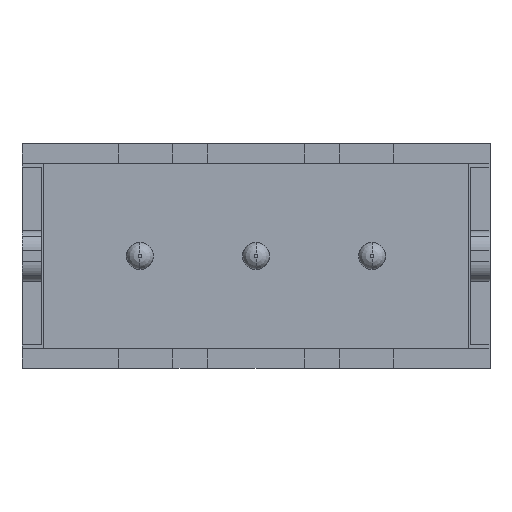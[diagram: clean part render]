
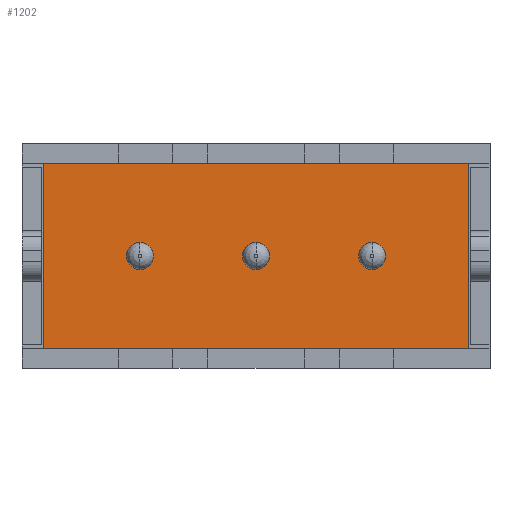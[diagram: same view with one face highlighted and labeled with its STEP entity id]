
A CAD part, front view. The second image highlights one B-rep face of the part: STEP entity #1202.
In plain terms, the highlighted planar face has unit normal (0, -1, 0).
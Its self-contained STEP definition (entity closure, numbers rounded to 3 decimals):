
#124 = ORIENTED_EDGE ( 'NONE', *, *, #2636, .T. ) ;
#192 = CARTESIAN_POINT ( 'NONE',  ( -9.45, 3., -0.5 ) ) ;
#205 = DIRECTION ( 'NONE',  ( 0., 0., 1. ) ) ;
#235 = EDGE_LOOP ( 'NONE', ( #124, #2403, #1135, #554 ) ) ;
#240 = DIRECTION ( 'NONE',  ( 1., 0., 0. ) ) ;
#245 = CARTESIAN_POINT ( 'NONE',  ( -9.45, 3., -2.9 ) ) ;
#425 = LINE ( 'NONE', #2646, #3140 ) ;
#554 = ORIENTED_EDGE ( 'NONE', *, *, #1823, .T. ) ;
#585 = CARTESIAN_POINT ( 'NONE',  ( -3.95, 3., -2.9 ) ) ;
#586 = CARTESIAN_POINT ( 'NONE',  ( -3.95, 3., -5.3 ) ) ;
#756 = CARTESIAN_POINT ( 'NONE',  ( 1.55, 3., -5.3 ) ) ;
#900 = VERTEX_POINT ( 'NONE', #756 ) ;
#1078 = DIRECTION ( 'NONE',  ( 0., 1., 0. ) ) ;
#1112 = FACE_OUTER_BOUND ( 'NONE', #235, .T. ) ;
#1135 = ORIENTED_EDGE ( 'NONE', *, *, #2350, .T. ) ;
#1202 = ADVANCED_FACE ( 'NONE', ( #1112 ), #1651, .F. ) ;
#1383 = VECTOR ( 'NONE', #2766, 1000. ) ;
#1405 = DIRECTION ( 'NONE',  ( 0., 0., -1. ) ) ;
#1651 = PLANE ( 'NONE',  #2340 ) ;
#1823 = EDGE_CURVE ( 'NONE', #900, #3291, #2673, .T. ) ;
#1826 = CARTESIAN_POINT ( 'NONE',  ( 1.55, 3., -0.5 ) ) ;
#1923 = EDGE_CURVE ( 'NONE', #3071, #3508, #3058, .T. ) ;
#2048 = CARTESIAN_POINT ( 'NONE',  ( -9.45, 3., -5.3 ) ) ;
#2252 = VECTOR ( 'NONE', #1405, 1000. ) ;
#2340 = AXIS2_PLACEMENT_3D ( 'NONE', #585, #1078, #240 ) ;
#2350 = EDGE_CURVE ( 'NONE', #3508, #900, #3356, .T. ) ;
#2403 = ORIENTED_EDGE ( 'NONE', *, *, #1923, .T. ) ;
#2636 = EDGE_CURVE ( 'NONE', #3291, #3071, #425, .T. ) ;
#2646 = CARTESIAN_POINT ( 'NONE',  ( -3.95, 3., -0.5 ) ) ;
#2673 = LINE ( 'NONE', #3256, #2720 ) ;
#2720 = VECTOR ( 'NONE', #205, 1000. ) ;
#2766 = DIRECTION ( 'NONE',  ( 1., 0., 0. ) ) ;
#2937 = DIRECTION ( 'NONE',  ( -1., 0., 0. ) ) ;
#3058 = LINE ( 'NONE', #245, #2252 ) ;
#3071 = VERTEX_POINT ( 'NONE', #192 ) ;
#3140 = VECTOR ( 'NONE', #2937, 1000. ) ;
#3256 = CARTESIAN_POINT ( 'NONE',  ( 1.55, 3., -2.9 ) ) ;
#3291 = VERTEX_POINT ( 'NONE', #1826 ) ;
#3356 = LINE ( 'NONE', #586, #1383 ) ;
#3508 = VERTEX_POINT ( 'NONE', #2048 ) ;
